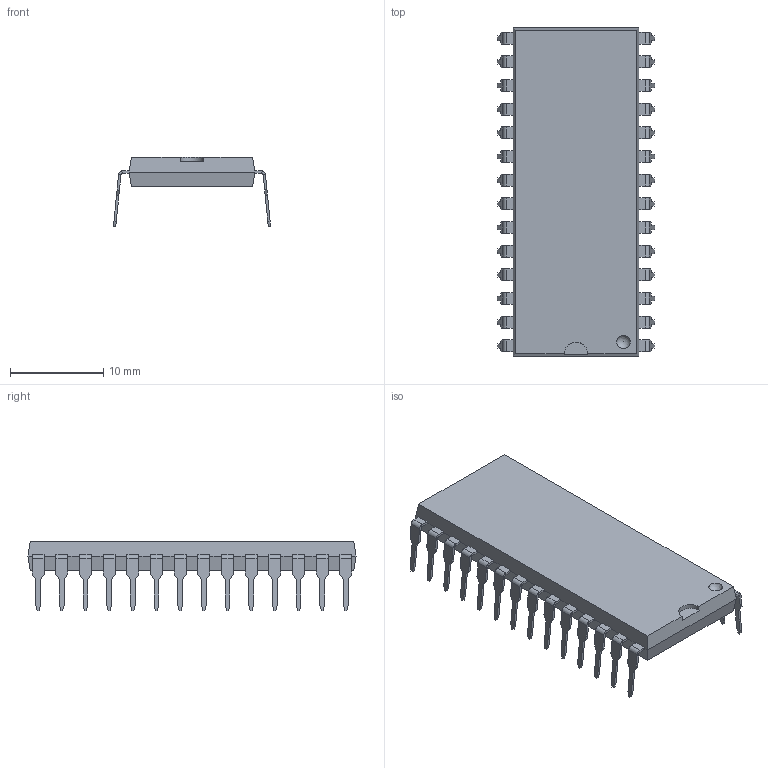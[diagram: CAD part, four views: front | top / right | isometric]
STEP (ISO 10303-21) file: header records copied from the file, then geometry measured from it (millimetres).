
FILE_DESCRIPTION(('FreeCAD Model'),'2;1');
FILE_NAME('DIP28.step', '2021-01-25T01:32:19',('Author'),(''), 'Open CASCADE STEP processor 7.3','FreeCAD','Unknown');
FILE_SCHEMA(('AUTOMOTIVE_DESIGN { 1 0 10303 214 1 1 1 1 }'));
Length unit declared in the file: millimetre
Products named in the file (1): 28_Pin_DIP
Bounding box: 16.86 x 35.2 x 7.49 mm (x, y, z)
Volume: 1520.1 mm3; surface area: 1624.7 mm2
Topology: 1 solids, 1 shells, 545 faces, 1401 edges, 858 vertices
Faces by surface type: plane 479, cylinder 57, bspline 8, sphere 1
Entity records: 37586 total; most frequent: CARTESIAN_POINT 8436, DIRECTION 3794, ORIENTED_EDGE 2800, PCURVE 2800, DEFINITIONAL_REPRESENTATION 2800, LINE 2427, VECTOR 2427, B_SPLINE_CURVE_WITH_KNOTS 1542
